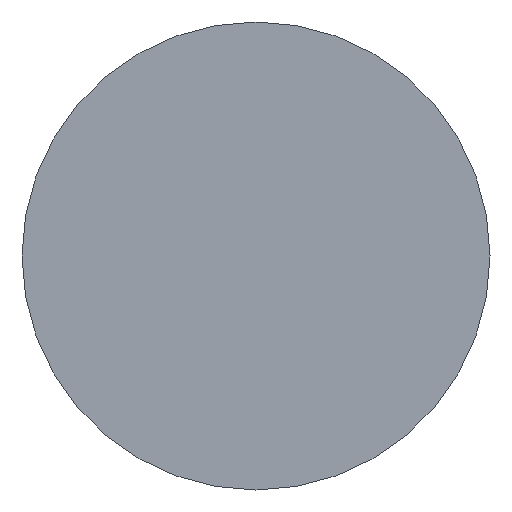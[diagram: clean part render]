
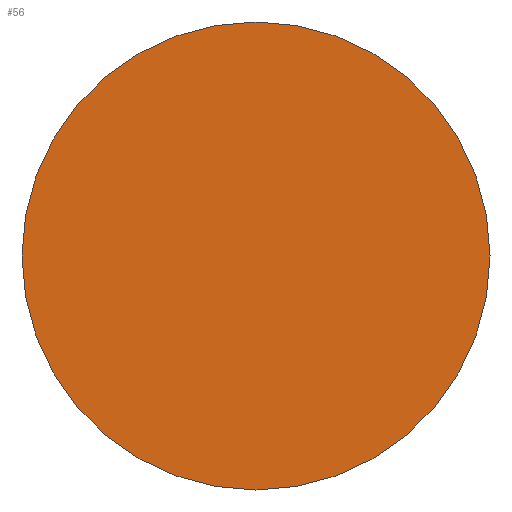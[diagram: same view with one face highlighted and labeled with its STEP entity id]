
A CAD part, left-side view. The second image highlights one B-rep face of the part: STEP entity #56.
In plain terms, the highlighted planar face has unit normal (-1, 0, 0).
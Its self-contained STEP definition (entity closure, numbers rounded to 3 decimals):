
#5 = ORIENTED_EDGE ( 'NONE', *, *, #168, .F. ) ;
#15 = ORIENTED_EDGE ( 'NONE', *, *, #158, .F. ) ;
#17 = CIRCLE ( 'NONE', #108, 6.35 ) ;
#20 = DIRECTION ( 'NONE',  ( 0., 0., -1. ) ) ;
#22 = CARTESIAN_POINT ( 'NONE',  ( -0.75, 0., -6.35 ) ) ;
#25 = AXIS2_PLACEMENT_3D ( 'NONE', #34, #60, #160 ) ;
#34 = CARTESIAN_POINT ( 'NONE',  ( -0.75, 0., 0. ) ) ;
#43 = PLANE ( 'NONE',  #136 ) ;
#45 = DIRECTION ( 'NONE',  ( 0., 0., -1. ) ) ;
#56 = ADVANCED_FACE ( 'NONE', ( #165 ), #43, .F. ) ;
#60 = DIRECTION ( 'NONE',  ( 1., 0., 0. ) ) ;
#62 = DIRECTION ( 'NONE',  ( 1., 0., 0. ) ) ;
#70 = CIRCLE ( 'NONE', #25, 6.35 ) ;
#91 = CARTESIAN_POINT ( 'NONE',  ( -0.75, 0., 0. ) ) ;
#97 = VERTEX_POINT ( 'NONE', #22 ) ;
#103 = CARTESIAN_POINT ( 'NONE',  ( -0.75, 0., 0. ) ) ;
#108 = AXIS2_PLACEMENT_3D ( 'NONE', #103, #62, #20 ) ;
#112 = VERTEX_POINT ( 'NONE', #138 ) ;
#127 = DIRECTION ( 'NONE',  ( 1., 0., 0. ) ) ;
#136 = AXIS2_PLACEMENT_3D ( 'NONE', #91, #127, #45 ) ;
#138 = CARTESIAN_POINT ( 'NONE',  ( -0.75, 0., 6.35 ) ) ;
#151 = EDGE_LOOP ( 'NONE', ( #5, #15 ) ) ;
#158 = EDGE_CURVE ( 'NONE', #97, #112, #70, .T. ) ;
#160 = DIRECTION ( 'NONE',  ( 0., 0., -1. ) ) ;
#165 = FACE_OUTER_BOUND ( 'NONE', #151, .T. ) ;
#168 = EDGE_CURVE ( 'NONE', #112, #97, #17, .T. ) ;
